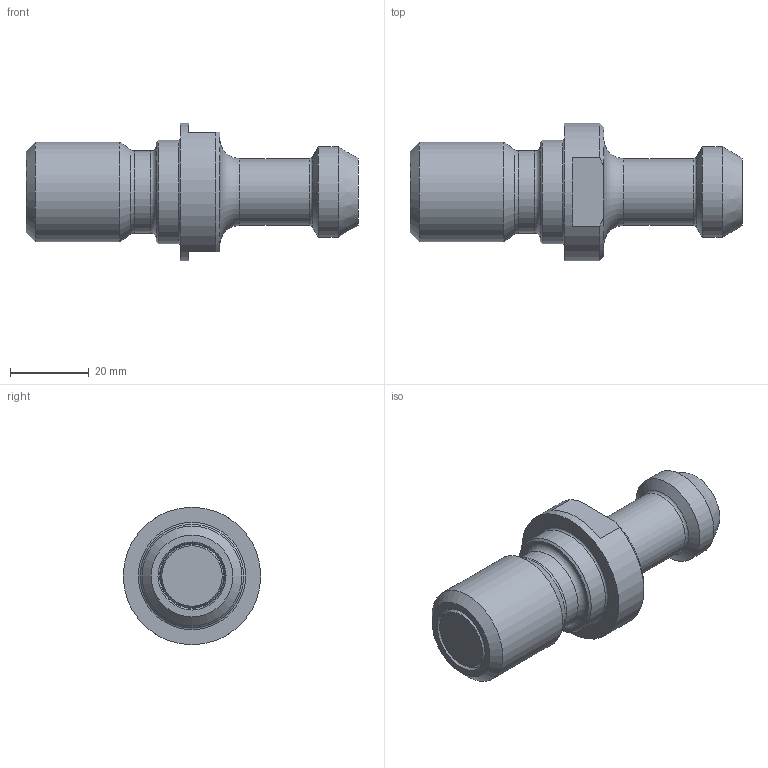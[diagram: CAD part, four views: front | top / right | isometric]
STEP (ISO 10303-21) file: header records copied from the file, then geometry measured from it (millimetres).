
FILE_DESCRIPTION(/* description */ ('RETENTION KNOB'),/* implementation_level */ '2;1');
FILE_NAME(/* name */ '5014TRK.stp',/* time_stamp */ '2020-11-24T14:55:34-05:00',/* author */ ('dalloco'),/* organization */ (''),/* preprocessor_version */ 'ST-DEVELOPER v16.13',/* originating_system */ 'Autodesk Inventor 2018',/* authorisation */ '');
FILE_SCHEMA (('AUTOMOTIVE_DESIGN { 1 0 10303 214 3 1 1 }','TECHNICAL_DATA_PACKAGING'));
Length unit declared in the file: inch
Products named in the file (1): 5014TRK
Bounding box: 84.07 x 34.8 x 34.8 mm (x, y, z)
Volume: 37200.9 mm3; surface area: 8081.6 mm2
Topology: 1 solids, 1 shells, 31 faces, 61 edges, 36 vertices
Faces by surface type: plane 10, cone 9, cylinder 6, torus 6
Full cylindrical faces by diameter (mm): 16.942 x1, 20.828 x1, 22.962 x1, 25.273 x1, 26.175 x1, 34.798 x1
Entity records: 725 total; most frequent: DIRECTION 130, CARTESIAN_POINT 116, ORIENTED_EDGE 82, AXIS2_PLACEMENT_3D 61, EDGE_LOOP 54, EDGE_CURVE 41, VERTEX_POINT 35, FACE_OUTER_BOUND 31
